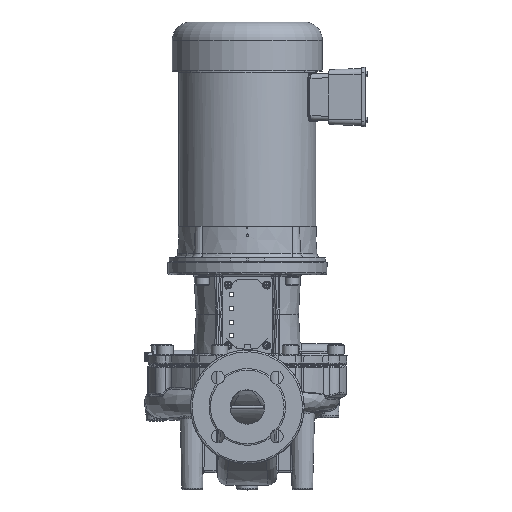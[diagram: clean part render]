
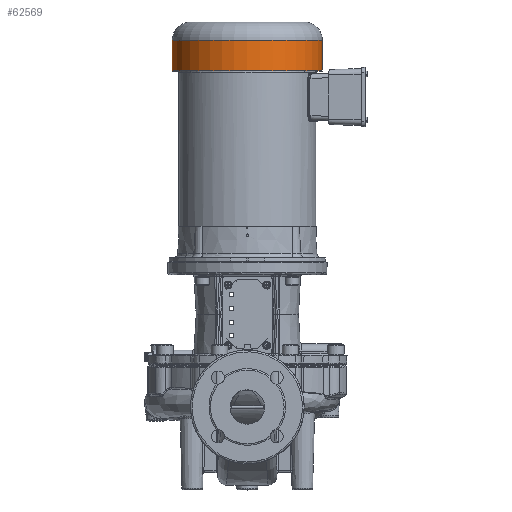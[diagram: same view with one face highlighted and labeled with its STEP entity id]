
A CAD part, top view. The second image highlights one B-rep face of the part: STEP entity #62569.
In plain terms, the highlighted cylindrical face has radius 109.164 mm (diameter 218.328 mm), a full revolution.
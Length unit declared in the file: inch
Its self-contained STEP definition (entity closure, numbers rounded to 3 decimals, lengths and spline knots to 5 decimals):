
#4565=CIRCLE('',#67711,4.2978);
#4566=CIRCLE('',#67712,4.2978);
#4579=CIRCLE('',#67726,4.2978);
#4580=CIRCLE('',#67727,4.2978);
#6012=CYLINDRICAL_SURFACE('',#67725,4.2978);
#9575=FACE_OUTER_BOUND('',#13063,.T.);
#13063=EDGE_LOOP('',(#51478,#51479,#51480,#51481,#51482,#51483));
#16544=LINE('',#187222,#20503);
#20503=VECTOR('',#80083,4.2978);
#28083=VERTEX_POINT('',#187187);
#28084=VERTEX_POINT('',#187188);
#28097=VERTEX_POINT('',#187219);
#28098=VERTEX_POINT('',#187220);
#36576=EDGE_CURVE('',#28083,#28084,#4565,.T.);
#36577=EDGE_CURVE('',#28084,#28083,#4566,.T.);
#36593=EDGE_CURVE('',#28097,#28098,#4579,.T.);
#36594=EDGE_CURVE('',#28098,#28084,#16544,.T.);
#36595=EDGE_CURVE('',#28098,#28097,#4580,.T.);
#51478=ORIENTED_EDGE('',*,*,#36593,.T.);
#51479=ORIENTED_EDGE('',*,*,#36594,.T.);
#51480=ORIENTED_EDGE('',*,*,#36577,.T.);
#51481=ORIENTED_EDGE('',*,*,#36576,.T.);
#51482=ORIENTED_EDGE('',*,*,#36594,.F.);
#51483=ORIENTED_EDGE('',*,*,#36595,.T.);
#62569=ADVANCED_FACE('',(#9575),#6012,.T.);
#67711=AXIS2_PLACEMENT_3D('',#187189,#80048,#80049);
#67712=AXIS2_PLACEMENT_3D('',#187190,#80050,#80051);
#67725=AXIS2_PLACEMENT_3D('',#187218,#80079,#80080);
#67726=AXIS2_PLACEMENT_3D('',#187221,#80081,#80082);
#67727=AXIS2_PLACEMENT_3D('',#187223,#80084,#80085);
#80048=DIRECTION('center_axis',(0.,1.,0.));
#80049=DIRECTION('ref_axis',(1.,0.,0.));
#80050=DIRECTION('center_axis',(0.,1.,0.));
#80051=DIRECTION('ref_axis',(1.,0.,0.));
#80079=DIRECTION('center_axis',(0.,1.,0.));
#80080=DIRECTION('ref_axis',(1.,0.,0.));
#80081=DIRECTION('center_axis',(0.,-1.,0.));
#80082=DIRECTION('ref_axis',(1.,0.,0.));
#80083=DIRECTION('',(0.,-1.,0.));
#80084=DIRECTION('center_axis',(0.,-1.,0.));
#80085=DIRECTION('ref_axis',(1.,0.,0.));
#187187=CARTESIAN_POINT('',(4.2978,16.82804,0.));
#187188=CARTESIAN_POINT('',(-4.2978,16.82804,0.));
#187189=CARTESIAN_POINT('Origin',(0.,16.82804,
0.));
#187190=CARTESIAN_POINT('Origin',(0.,16.82804,
0.));
#187218=CARTESIAN_POINT('Origin',(0.,16.82804,
0.));
#187219=CARTESIAN_POINT('',(4.2978,18.57804,0.));
#187220=CARTESIAN_POINT('',(-4.2978,18.57804,0.));
#187221=CARTESIAN_POINT('Origin',(0.,18.57804,
0.));
#187222=CARTESIAN_POINT('',(-4.2978,16.82804,0.));
#187223=CARTESIAN_POINT('Origin',(0.,18.57804,
0.));
